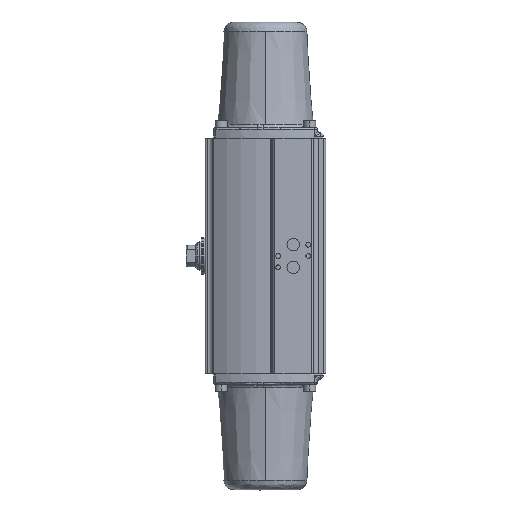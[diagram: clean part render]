
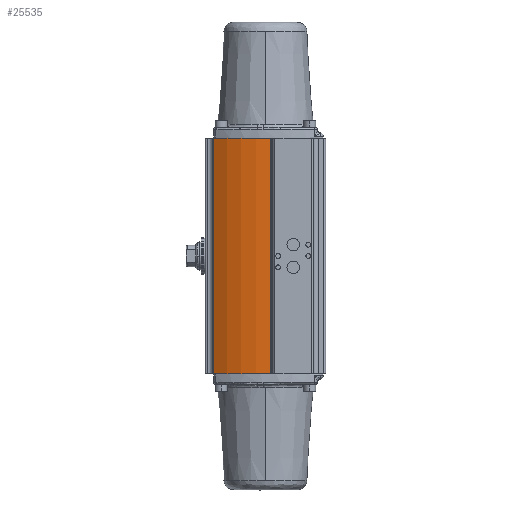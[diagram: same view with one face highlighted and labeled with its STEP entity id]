
A CAD part, left-side view. The second image highlights one B-rep face of the part: STEP entity #25535.
In plain terms, the highlighted cylindrical face has radius 108.5 mm (diameter 217 mm), a partial arc.
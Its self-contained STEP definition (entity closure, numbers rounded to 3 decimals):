
#51 = VERTEX_POINT ( 'NONE', #9114 ) ;
#813 = CARTESIAN_POINT ( 'NONE',  ( 1164.643, 819.712, 250.5 ) ) ;
#2292 = VERTEX_POINT ( 'NONE', #14487 ) ;
#7518 = CARTESIAN_POINT ( 'NONE',  ( 1164.643, 819.712, 250.5 ) ) ;
#8764 = CARTESIAN_POINT ( 'NONE',  ( 1273.143, 819.712, 250.5 ) ) ;
#8792 = EDGE_CURVE ( 'NONE', #2292, #21726, #27691, .T. ) ;
#8863 = EDGE_CURVE ( 'NONE', #2292, #38478, #22910, .T. ) ;
#9114 = CARTESIAN_POINT ( 'NONE',  ( 1164.643, 819.712, 0. ) ) ;
#9181 = DIRECTION ( 'NONE',  ( 1., 0., 0. ) ) ;
#10857 = DIRECTION ( 'NONE',  ( 0., 0., -1. ) ) ;
#11773 = VECTOR ( 'NONE', #25676, 1000. ) ;
#12528 = DIRECTION ( 'NONE',  ( 0., 0., 1. ) ) ;
#14487 = CARTESIAN_POINT ( 'NONE',  ( 1182.783, 879.772, 250.5 ) ) ;
#14494 = ORIENTED_EDGE ( 'NONE', *, *, #28720, .F. ) ;
#14635 = DIRECTION ( 'NONE',  ( 0., 0., -1. ) ) ;
#14766 = DIRECTION ( 'NONE',  ( -1., 0., 0. ) ) ;
#14819 = VECTOR ( 'NONE', #10857, 1000. ) ;
#15681 = CIRCLE ( 'NONE', #39444, 108.5 ) ;
#15965 = ORIENTED_EDGE ( 'NONE', *, *, #21236, .T. ) ;
#16704 = CYLINDRICAL_SURFACE ( 'NONE', #34497, 108.5 ) ;
#16987 = CARTESIAN_POINT ( 'NONE',  ( 1182.783, 879.772, 250.5 ) ) ;
#17108 = EDGE_LOOP ( 'NONE', ( #14494, #35098, #32955, #15965 ) ) ;
#18795 = CARTESIAN_POINT ( 'NONE',  ( 1273.143, 819.712, 0. ) ) ;
#21236 = EDGE_CURVE ( 'NONE', #38478, #51, #15681, .T. ) ;
#21726 = VERTEX_POINT ( 'NONE', #7518 ) ;
#22486 = DIRECTION ( 'NONE',  ( 1., 0., 0. ) ) ;
#22910 = LINE ( 'NONE', #16987, #14819 ) ;
#22983 = DIRECTION ( 'NONE',  ( 0., 0., 1. ) ) ;
#25252 = FACE_OUTER_BOUND ( 'NONE', #17108, .T. ) ;
#25535 = ADVANCED_FACE ( 'NONE', ( #25252 ), #16704, .T. ) ;
#25676 = DIRECTION ( 'NONE',  ( 0., 0., -1. ) ) ;
#25838 = CARTESIAN_POINT ( 'NONE',  ( 1182.783, 879.772, 0. ) ) ;
#27691 = CIRCLE ( 'NONE', #33355, 108.5 ) ;
#28720 = EDGE_CURVE ( 'NONE', #21726, #51, #34245, .T. ) ;
#32955 = ORIENTED_EDGE ( 'NONE', *, *, #8863, .T. ) ;
#33355 = AXIS2_PLACEMENT_3D ( 'NONE', #34663, #22983, #22486 ) ;
#34245 = LINE ( 'NONE', #813, #11773 ) ;
#34497 = AXIS2_PLACEMENT_3D ( 'NONE', #8764, #14635, #14766 ) ;
#34663 = CARTESIAN_POINT ( 'NONE',  ( 1273.143, 819.712, 250.5 ) ) ;
#35098 = ORIENTED_EDGE ( 'NONE', *, *, #8792, .F. ) ;
#38478 = VERTEX_POINT ( 'NONE', #25838 ) ;
#39444 = AXIS2_PLACEMENT_3D ( 'NONE', #18795, #12528, #9181 ) ;
